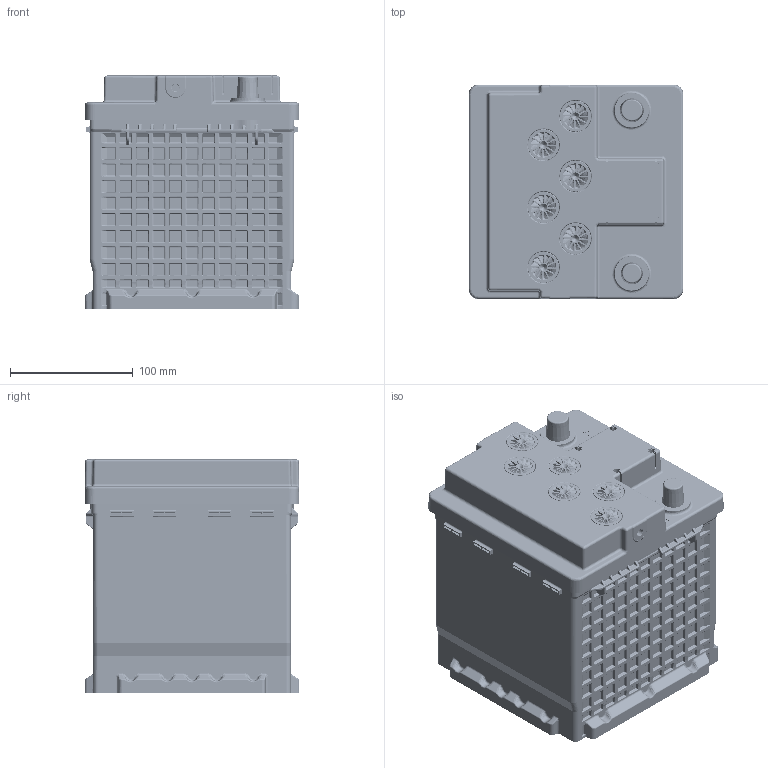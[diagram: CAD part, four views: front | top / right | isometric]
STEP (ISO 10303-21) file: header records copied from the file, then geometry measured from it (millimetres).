
FILE_DESCRIPTION(('CATIA V5 STEP Exchange'),'2;1');
FILE_NAME('AGM H3.stp','2021-06-11T15:11:47+00:00',('none'),('none'),'CATIA Version 5-6 Release 2017','CATIA V5 STEP AP203','none');
FILE_SCHEMA(('CONFIG_CONTROL_DESIGN'));
Products named in the file (1): AGM H3
Bounding box: 175 x 174.95 x 190 mm (x, y, z)
Volume: 4888044 mm3; surface area: 248303.3 mm2
Topology: 1 solids, 5 shells, 11384 faces, 25990 edges, 14390 vertices
Faces by surface type: cylinder 4012, bspline 2601, plane 2218, sphere 1942, cone 361, torus 186, extrusion 64
Entity records: 326999 total; most frequent: CARTESIAN_POINT 131768, ORIENTED_EDGE 50680, EDGE_CURVE 25340, DIRECTION 24566, VERTEX_POINT 14389, EDGE_LOOP 11813, ADVANCED_FACE 11383, FACE_OUTER_BOUND 11383
